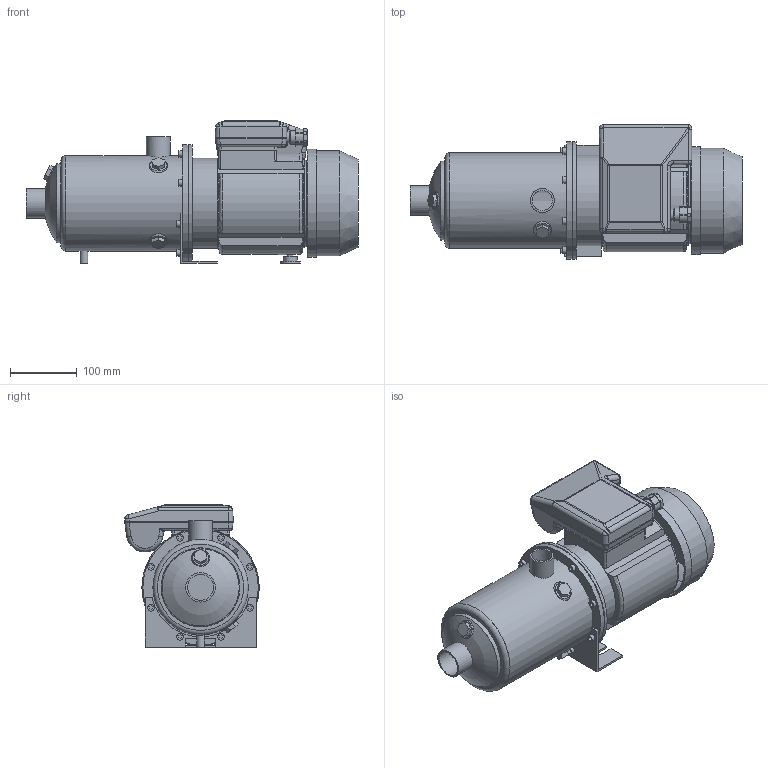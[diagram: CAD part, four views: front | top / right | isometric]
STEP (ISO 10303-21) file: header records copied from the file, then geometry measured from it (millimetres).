
FILE_DESCRIPTION(/* description */ ('-'),/* implementation_level */ '2;1');
FILE_NAME(/* name */ 'EH 5 [7] M',/* time_stamp */ '2016-12-14T09:19:35+01:00',/* author */ ('Simonelli M.'),/* organization */ ('Franklin Electric'),/* preprocessor_version */ 'ST-DEVELOPER v16.7',/* originating_system */ 'DEX',/* authorisation */ $);
FILE_SCHEMA (('AUTOMOTIVE_DESIGN {1 0 10303 214 3 1 1}'));
Length unit declared in the file: millimetre
Products named in the file (9): EH 5 [7] M; Flangia motore Tonda M80; Corpo 3-5 [7]; Motore MEC 80 - M; carcassa MEC 80; Copriventola MEC 80; Basetta MEC 80-90 M; Piedino MEC 80 int.90; Staffa 3-5-9 int.90
Assembly tree (8 placements, depth 3):
  EH 5 [7] M
    Flangia motore Tonda M80
    Corpo 3-5 [7]
    Motore MEC 80 - M
      carcassa MEC 80
      Copriventola MEC 80
      Basetta MEC 80-90 M
    Piedino MEC 80 int.90
    Staffa 3-5-9 int.90
Bounding box: 499.1 x 202.25 x 214 mm (x, y, z)
Volume: 2797899.1 mm3; surface area: 653857.4 mm2
Topology: 7 solids, 7 shells, 389 faces, 914 edges, 584 vertices
Faces by surface type: plane 209, cylinder 120, cone 22, sphere 15, bspline 14, torus 9
Full cylindrical faces by diameter (mm): 7 x4, 10 x9, 12 x1, 13 x1, 17 x1, 19.73 x1, 20.4 x1, 21 x1, 30 x1, 30.291 x1, 36 x1, 38.952 x1, 44.5 x1, 116.1 x1, 118.5 x1, 125 x1, 130 x3, 134 x1, 136 x1, 141.1 x1, 143.5 x1, 153 x1, 157 x1, 158 x1, 162 x1, 173.5 x1, 174.1 x1, 176.5 x2
Entity records: 16803 total; most frequent: CARTESIAN_POINT 5921, DIRECTION 1798, ORIENTED_EDGE 1622, EDGE_CURVE 811, AXIS2_PLACEMENT_3D 663, VERTEX_POINT 549, EDGE_LOOP 510, FACE_BOUND 510
